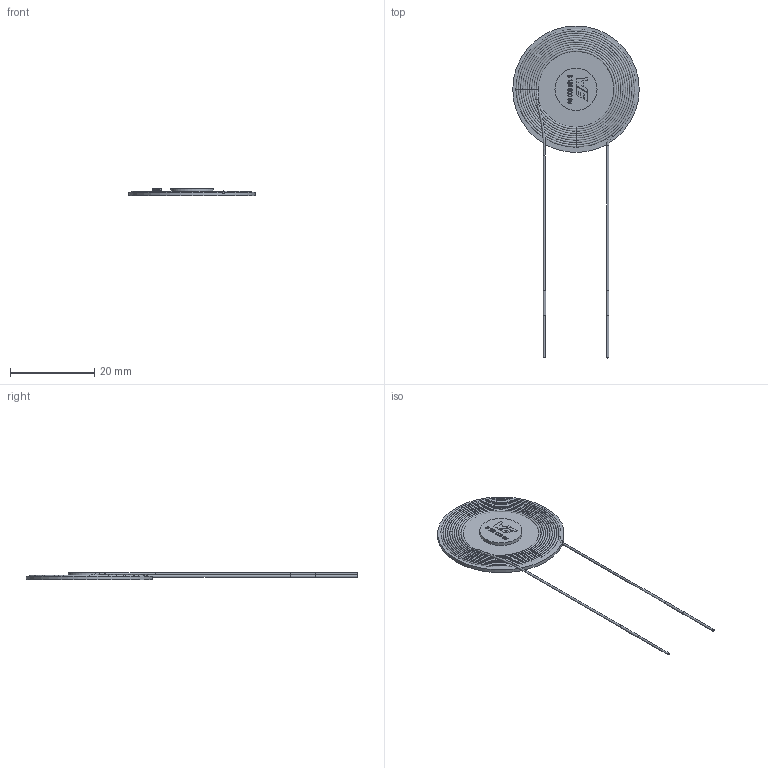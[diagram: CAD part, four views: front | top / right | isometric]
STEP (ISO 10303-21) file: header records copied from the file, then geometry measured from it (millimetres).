
FILE_DESCRIPTION( ( 'Unknown' ), '1' );
FILE_NAME( '760308101103.stp', 'Unknown', ( 'Unknown' ), ( 'Unknown' ), 'PSStep 16.0.42', 'Unknown', ' ' );
FILE_SCHEMA( ( 'AUTOMOTIVE_DESIGN { 1 0 10303 214 1 1 1 1 }' ) );
Length unit declared in the file: millimetre
Products named in the file (4): Assem1; magnet; Ferrite_square; turns
Assembly tree (3 placements, depth 2):
  Assem1
    magnet
    Ferrite_square
    turns
Bounding box: 30 x 78.72 x 1.7 mm (x, y, z)
Volume: 791 mm3; surface area: 2961.2 mm2
Topology: 3 solids, 3 shells, 133 faces, 305 edges, 197 vertices
Faces by surface type: plane 79, bspline 22, extrusion 21, cylinder 8, torus 3
Full cylindrical faces by diameter (mm): 0.5 x4, 0.6 x2, 10 x1, 30 x1
Entity records: 10224 total; most frequent: CARTESIAN_POINT 6557, ORIENTED_EDGE 522, DIRECTION 387, EDGE_CURVE 261, EDGE_LOOP 192, VERTEX_POINT 191, FACE_OUTER_BOUND 171, VECTOR 137
